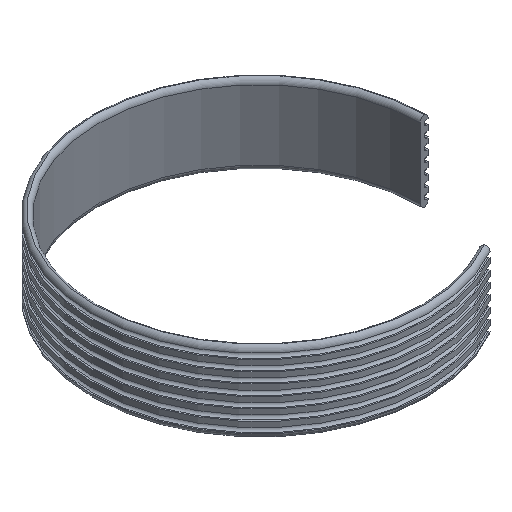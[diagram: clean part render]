
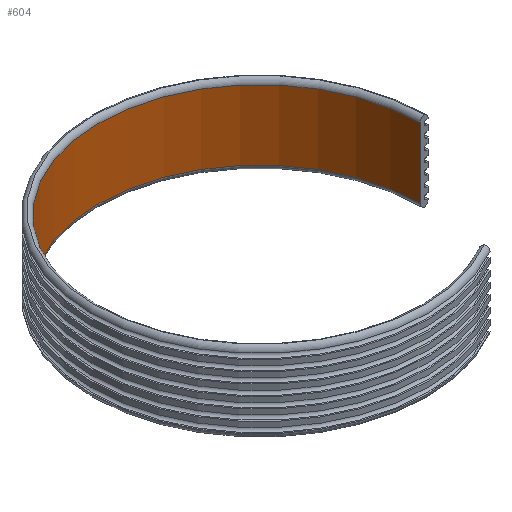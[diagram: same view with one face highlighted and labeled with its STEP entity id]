
A CAD part, isometric view. The second image highlights one B-rep face of the part: STEP entity #604.
In plain terms, the highlighted cylindrical face has radius 60 mm (diameter 120 mm), a partial arc.
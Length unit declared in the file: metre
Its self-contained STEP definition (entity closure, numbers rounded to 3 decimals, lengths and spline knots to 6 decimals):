
#39=CIRCLE('',#652,0.06);
#40=CIRCLE('',#653,0.06);
#93=ORIENTED_EDGE('',*,*,#285,.T.);
#94=ORIENTED_EDGE('',*,*,#286,.T.);
#95=ORIENTED_EDGE('',*,*,#287,.F.);
#96=ORIENTED_EDGE('',*,*,#288,.T.);
#285=EDGE_CURVE('',#381,#382,#445,.T.);
#286=EDGE_CURVE('',#382,#383,#39,.T.);
#287=EDGE_CURVE('',#384,#383,#446,.T.);
#288=EDGE_CURVE('',#384,#381,#40,.T.);
#381=VERTEX_POINT('',#962);
#382=VERTEX_POINT('',#963);
#383=VERTEX_POINT('',#965);
#384=VERTEX_POINT('',#967);
#445=LINE('',#961,#487);
#446=LINE('',#966,#488);
#487=VECTOR('',#743,1.);
#488=VECTOR('',#746,1.);
#529=EDGE_LOOP('',(#93,#94,#95,#96));
#563=FACE_BOUND('',#529,.T.);
#597=CYLINDRICAL_SURFACE('',#651,0.06);
#604=ADVANCED_FACE('',(#563),#597,.F.);
#651=AXIS2_PLACEMENT_3D('',#960,#741,#742);
#652=AXIS2_PLACEMENT_3D('',#964,#744,#745);
#653=AXIS2_PLACEMENT_3D('',#968,#747,#748);
#741=DIRECTION('',(0.,0.,-1.));
#742=DIRECTION('',(-1.,0.,0.));
#743=DIRECTION('',(0.,0.,-1.));
#744=DIRECTION('',(0.,0.,-1.));
#745=DIRECTION('',(-1.,0.,0.));
#746=DIRECTION('',(0.,0.,-1.));
#747=DIRECTION('',(0.,0.,1.));
#748=DIRECTION('',(1.,0.,0.));
#960=CARTESIAN_POINT('',(-0.063,0.,0.03));
#961=CARTESIAN_POINT('',(-0.033,-0.051962,0.015));
#962=CARTESIAN_POINT('',(-0.033,-0.051962,0.028));
#963=CARTESIAN_POINT('',(-0.033,-0.051962,0.002));
#964=CARTESIAN_POINT('',(-0.063,0.,0.002));
#965=CARTESIAN_POINT('',(-0.003,0.,0.002));
#966=CARTESIAN_POINT('',(-0.003,0.,0.015));
#967=CARTESIAN_POINT('',(-0.003,0.,0.028));
#968=CARTESIAN_POINT('',(-0.063,0.,0.028));
